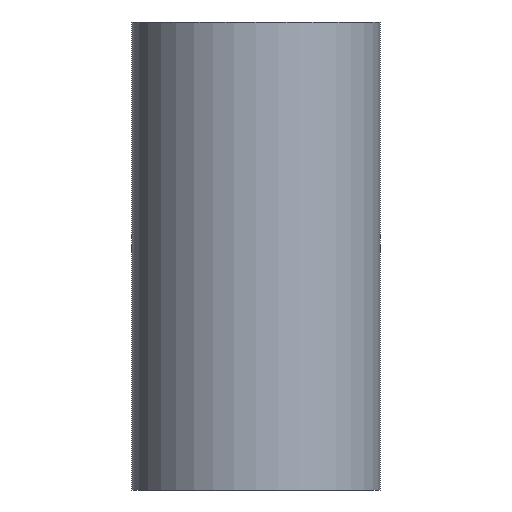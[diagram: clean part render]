
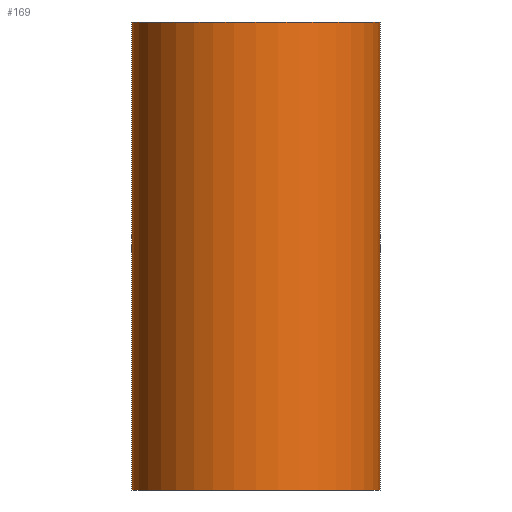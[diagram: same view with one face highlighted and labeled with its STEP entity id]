
A CAD part, left-side view. The second image highlights one B-rep face of the part: STEP entity #169.
In plain terms, the highlighted cylindrical face has radius 38 mm (diameter 76 mm), a full revolution.
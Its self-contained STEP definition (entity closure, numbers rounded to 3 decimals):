
#22=FACE_BOUND($,#58,.T.);
#23=FACE_BOUND($,#59,.T.);
#38=B_SPLINE_CURVE_WITH_KNOTS($,3,(#327,#328,#329,#330,#331,#332,#333,#334,
#335,#336,#337,#338,#339,#340,#341,#342,#343,#344),.UNSPECIFIED.,.F.,.F.,
(4,2,2,2,2,2,2,2,4),(6.656,7.073,7.491,
7.908,8.325,8.74,9.155,9.57,
9.985),.UNSPECIFIED.);
#39=B_SPLINE_CURVE_WITH_KNOTS($,3,(#346,#347,#348,#349,#350,#351,#352,#353,
#354,#355,#356,#357,#358,#359,#360,#361,#362,#363),.UNSPECIFIED.,.F.,.F.,
(4,2,2,2,2,2,2,2,4),(-6.656,-6.239,-5.822,
-5.405,-4.988,-4.573,-4.158,
-3.743,-3.328),.UNSPECIFIED.);
#40=B_SPLINE_CURVE_WITH_KNOTS($,3,(#365,#366,#367,#368,#369,#370,#371,#372,
#373,#374,#375,#376,#377,#378,#379,#380,#381,#382),.UNSPECIFIED.,.F.,.F.,
(4,2,2,2,2,2,2,2,4),(9.985,10.4,10.815,
11.23,11.645,12.062,12.479,12.896,
13.313),.UNSPECIFIED.);
#41=B_SPLINE_CURVE_WITH_KNOTS($,3,(#383,#384,#385,#386,#387,#388,#389,#390,
#391,#392,#393,#394,#395,#396,#397,#398,#399,#400),.UNSPECIFIED.,.F.,.F.,
(4,2,2,2,2,2,2,2,4),(-3.328,-2.913,-2.498,
-2.083,-1.668,-1.251,-0.834,
-0.417,0.),.UNSPECIFIED.);
#44=FACE_OUTER_BOUND($,#57,.T.);
#57=EDGE_LOOP($,(#131));
#58=EDGE_LOOP($,(#132));
#59=EDGE_LOOP($,(#133,#134,#135,#136));
#83=CIRCLE($,#189,38.);
#84=CIRCLE($,#190,38.);
#96=VERTEX_POINT($,#321);
#97=VERTEX_POINT($,#323);
#98=VERTEX_POINT($,#325);
#99=VERTEX_POINT($,#326);
#100=VERTEX_POINT($,#345);
#101=VERTEX_POINT($,#364);
#113=EDGE_CURVE($,#96,#96,#83,.T.);
#114=EDGE_CURVE($,#97,#97,#84,.T.);
#115=EDGE_CURVE($,#98,#99,#38,.T.);
#116=EDGE_CURVE($,#98,#100,#39,.T.);
#117=EDGE_CURVE($,#100,#101,#40,.T.);
#118=EDGE_CURVE($,#99,#101,#41,.T.);
#131=ORIENTED_EDGE($,*,*,#113,.F.);
#132=ORIENTED_EDGE($,*,*,#114,.T.);
#133=ORIENTED_EDGE($,*,*,#115,.F.);
#134=ORIENTED_EDGE($,*,*,#116,.T.);
#135=ORIENTED_EDGE($,*,*,#117,.T.);
#136=ORIENTED_EDGE($,*,*,#118,.F.);
#162=CYLINDRICAL_SURFACE($,#188,38.);
#169=ADVANCED_FACE($,(#44,#22,#23),#162,.T.);
#188=AXIS2_PLACEMENT_3D($,#320,#220,#221);
#189=AXIS2_PLACEMENT_3D($,#322,#222,#223);
#190=AXIS2_PLACEMENT_3D($,#324,#224,#225);
#220=DIRECTION('center_axis',(0.,0.,1.));
#221=DIRECTION('ref_axis',(1.,0.,0.));
#222=DIRECTION('center_axis',(0.,0.,1.));
#223=DIRECTION('ref_axis',(1.,0.,0.));
#224=DIRECTION('center_axis',(0.,0.,1.));
#225=DIRECTION('ref_axis',(1.,0.,0.));
#320=CARTESIAN_POINT('Origin',(0.,0.,0.));
#321=CARTESIAN_POINT('',(-38.,0.,143.));
#322=CARTESIAN_POINT('Origin',(0.,0.,143.));
#323=CARTESIAN_POINT('',(38.,0.,0.));
#324=CARTESIAN_POINT('Origin',(0.,0.,0.));
#325=CARTESIAN_POINT('',(31.333,-21.5,71.5));
#326=CARTESIAN_POINT('',(38.,0.,50.));
#327=CARTESIAN_POINT('Ctrl Pts',(31.333,-21.5,71.5));
#328=CARTESIAN_POINT('Ctrl Pts',(31.333,-21.5,70.11));
#329=CARTESIAN_POINT('Ctrl Pts',(31.428,-21.363,68.687));
#330=CARTESIAN_POINT('Ctrl Pts',(31.802,-20.802,65.882));
#331=CARTESIAN_POINT('Ctrl Pts',(32.08,-20.379,64.5));
#332=CARTESIAN_POINT('Ctrl Pts',(32.756,-19.274,61.866));
#333=CARTESIAN_POINT('Ctrl Pts',(33.153,-18.591,60.611));
#334=CARTESIAN_POINT('Ctrl Pts',(33.984,-17.026,58.297));
#335=CARTESIAN_POINT('Ctrl Pts',(34.416,-16.142,57.236));
#336=CARTESIAN_POINT('Ctrl Pts',(35.234,-14.268,55.363));
#337=CARTESIAN_POINT('Ctrl Pts',(35.651,-13.21,54.479));
#338=CARTESIAN_POINT('Ctrl Pts',(36.425,-10.895,52.912));
#339=CARTESIAN_POINT('Ctrl Pts',(36.783,-9.637,52.228));
#340=CARTESIAN_POINT('Ctrl Pts',(37.375,-6.997,51.12));
#341=CARTESIAN_POINT('Ctrl Pts',(37.61,-5.611,50.696));
#342=CARTESIAN_POINT('Ctrl Pts',(37.923,-2.804,50.136));
#343=CARTESIAN_POINT('Ctrl Pts',(38.,-1.383,50.));
#344=CARTESIAN_POINT('Ctrl Pts',(38.,0.,50.));
#345=CARTESIAN_POINT('',(38.,0.,93.));
#346=CARTESIAN_POINT('Ctrl Pts',(31.333,-21.5,71.5));
#347=CARTESIAN_POINT('Ctrl Pts',(31.333,-21.5,72.89));
#348=CARTESIAN_POINT('Ctrl Pts',(31.428,-21.363,74.313));
#349=CARTESIAN_POINT('Ctrl Pts',(31.802,-20.802,77.118));
#350=CARTESIAN_POINT('Ctrl Pts',(32.08,-20.379,78.5));
#351=CARTESIAN_POINT('Ctrl Pts',(32.756,-19.274,81.134));
#352=CARTESIAN_POINT('Ctrl Pts',(33.153,-18.591,82.389));
#353=CARTESIAN_POINT('Ctrl Pts',(33.984,-17.026,84.703));
#354=CARTESIAN_POINT('Ctrl Pts',(34.416,-16.142,85.764));
#355=CARTESIAN_POINT('Ctrl Pts',(35.234,-14.268,87.637));
#356=CARTESIAN_POINT('Ctrl Pts',(35.651,-13.21,88.521));
#357=CARTESIAN_POINT('Ctrl Pts',(36.425,-10.895,90.088));
#358=CARTESIAN_POINT('Ctrl Pts',(36.783,-9.637,90.772));
#359=CARTESIAN_POINT('Ctrl Pts',(37.375,-6.997,91.88));
#360=CARTESIAN_POINT('Ctrl Pts',(37.61,-5.611,92.304));
#361=CARTESIAN_POINT('Ctrl Pts',(37.923,-2.804,92.864));
#362=CARTESIAN_POINT('Ctrl Pts',(38.,-1.383,93.));
#363=CARTESIAN_POINT('Ctrl Pts',(38.,0.,93.));
#364=CARTESIAN_POINT('',(31.333,21.5,71.5));
#365=CARTESIAN_POINT('Ctrl Pts',(38.,0.,93.));
#366=CARTESIAN_POINT('Ctrl Pts',(38.,1.383,93.));
#367=CARTESIAN_POINT('Ctrl Pts',(37.923,2.804,92.864));
#368=CARTESIAN_POINT('Ctrl Pts',(37.61,5.611,92.304));
#369=CARTESIAN_POINT('Ctrl Pts',(37.375,6.997,91.88));
#370=CARTESIAN_POINT('Ctrl Pts',(36.783,9.637,90.772));
#371=CARTESIAN_POINT('Ctrl Pts',(36.425,10.895,90.088));
#372=CARTESIAN_POINT('Ctrl Pts',(35.651,13.21,88.521));
#373=CARTESIAN_POINT('Ctrl Pts',(35.234,14.268,87.637));
#374=CARTESIAN_POINT('Ctrl Pts',(34.416,16.142,85.764));
#375=CARTESIAN_POINT('Ctrl Pts',(33.984,17.026,84.703));
#376=CARTESIAN_POINT('Ctrl Pts',(33.153,18.591,82.389));
#377=CARTESIAN_POINT('Ctrl Pts',(32.756,19.274,81.134));
#378=CARTESIAN_POINT('Ctrl Pts',(32.08,20.379,78.5));
#379=CARTESIAN_POINT('Ctrl Pts',(31.802,20.802,77.118));
#380=CARTESIAN_POINT('Ctrl Pts',(31.428,21.363,74.313));
#381=CARTESIAN_POINT('Ctrl Pts',(31.333,21.5,72.89));
#382=CARTESIAN_POINT('Ctrl Pts',(31.333,21.5,71.5));
#383=CARTESIAN_POINT('Ctrl Pts',(38.,0.,50.));
#384=CARTESIAN_POINT('Ctrl Pts',(38.,1.383,50.));
#385=CARTESIAN_POINT('Ctrl Pts',(37.923,2.804,50.136));
#386=CARTESIAN_POINT('Ctrl Pts',(37.61,5.611,50.696));
#387=CARTESIAN_POINT('Ctrl Pts',(37.375,6.997,51.12));
#388=CARTESIAN_POINT('Ctrl Pts',(36.783,9.637,52.228));
#389=CARTESIAN_POINT('Ctrl Pts',(36.425,10.895,52.912));
#390=CARTESIAN_POINT('Ctrl Pts',(35.651,13.21,54.479));
#391=CARTESIAN_POINT('Ctrl Pts',(35.234,14.268,55.363));
#392=CARTESIAN_POINT('Ctrl Pts',(34.416,16.142,57.236));
#393=CARTESIAN_POINT('Ctrl Pts',(33.984,17.026,58.297));
#394=CARTESIAN_POINT('Ctrl Pts',(33.153,18.591,60.611));
#395=CARTESIAN_POINT('Ctrl Pts',(32.756,19.274,61.866));
#396=CARTESIAN_POINT('Ctrl Pts',(32.08,20.379,64.5));
#397=CARTESIAN_POINT('Ctrl Pts',(31.802,20.802,65.882));
#398=CARTESIAN_POINT('Ctrl Pts',(31.428,21.363,68.687));
#399=CARTESIAN_POINT('Ctrl Pts',(31.333,21.5,70.11));
#400=CARTESIAN_POINT('Ctrl Pts',(31.333,21.5,71.5));
